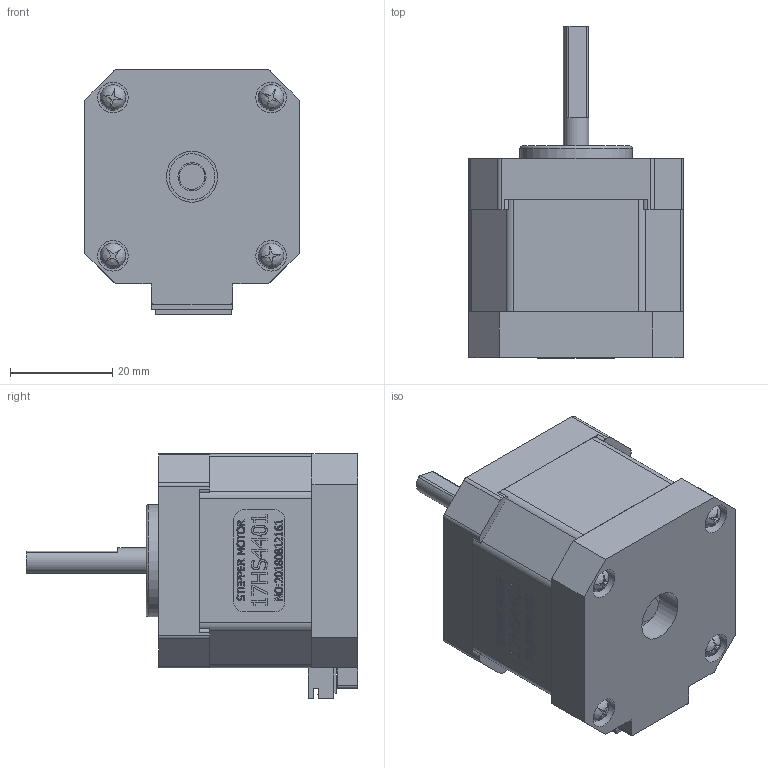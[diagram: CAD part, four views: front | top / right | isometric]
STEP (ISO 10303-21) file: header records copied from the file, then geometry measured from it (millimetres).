
FILE_DESCRIPTION(/* description */ (''),/* implementation_level */ '2;1');
FILE_NAME(/* name */ 'Assembly1.stp',/* time_stamp */ '2020-07-01T04:40:23+07:00',/* author */ ('IVAN'),/* organization */ (''),/* preprocessor_version */ 'ST-DEVELOPER v16.13',/* originating_system */ 'Autodesk Inventor 2018',/* authorisation */ '');
FILE_SCHEMA (('AUTOMOTIVE_DESIGN { 1 0 10303 214 3 1 1 }'));
Length unit declared in the file: millimetre
Products named in the file (7): Assembly1; Part1; Part2; Part4; Part5; Part6; Part7
Assembly tree (9 placements, depth 2):
  Assembly1
    Part1
    Part2
    Part4
    Part5
    Part6
    Part7  x4
Bounding box: 42 x 65 x 48 mm (x, y, z)
Volume: 62649.6 mm3; surface area: 25457.9 mm2
Topology: 9 solids, 9 shells, 805 faces, 2098 edges, 1396 vertices
Faces by surface type: plane 475, bspline 229, cylinder 99, torus 2
Full cylindrical faces by diameter (mm): 0.25 x12, 3 x12, 5 x6, 5.5 x2, 6 x4, 9 x3, 10 x1, 22 x1, 32 x1, 35 x1
Entity records: 24934 total; most frequent: CARTESIAN_POINT 6980, ORIENTED_EDGE 3844, DIRECTION 2715, EDGE_CURVE 1922, VERTEX_POINT 1304, LINE 1297, VECTOR 1297, EDGE_LOOP 890
